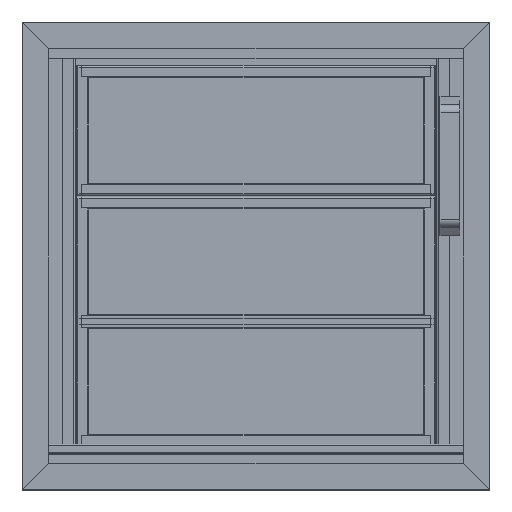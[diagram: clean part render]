
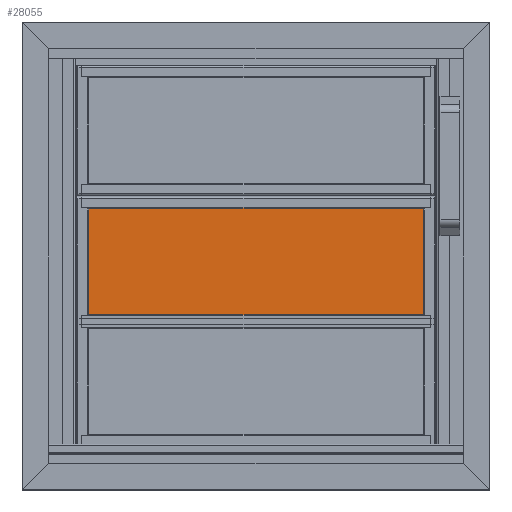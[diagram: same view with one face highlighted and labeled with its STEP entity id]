
A CAD part, left-side view. The second image highlights one B-rep face of the part: STEP entity #28055.
In plain terms, the highlighted face is planar.
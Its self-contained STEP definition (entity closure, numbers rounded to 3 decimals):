
#3566=FACE_OUTER_BOUND('',#5030,.T.);
#5030=EDGE_LOOP('',(#25120,#25121,#25122,#25123));
#7725=LINE('',#48019,#10563);
#7727=LINE('',#48023,#10565);
#7728=LINE('',#48025,#10566);
#7729=LINE('',#48026,#10567);
#10563=VECTOR('',#38946,10.);
#10565=VECTOR('',#38950,10.);
#10566=VECTOR('',#38951,10.);
#10567=VECTOR('',#38952,10.);
#13340=VERTEX_POINT('',#48016);
#13341=VERTEX_POINT('',#48018);
#13342=VERTEX_POINT('',#48022);
#13343=VERTEX_POINT('',#48024);
#17311=EDGE_CURVE('',#13341,#13340,#7725,.T.);
#17313=EDGE_CURVE('',#13340,#13342,#7727,.T.);
#17314=EDGE_CURVE('',#13343,#13342,#7728,.T.);
#17315=EDGE_CURVE('',#13343,#13341,#7729,.T.);
#25120=ORIENTED_EDGE('',*,*,#17313,.T.);
#25121=ORIENTED_EDGE('',*,*,#17314,.F.);
#25122=ORIENTED_EDGE('',*,*,#17315,.T.);
#25123=ORIENTED_EDGE('',*,*,#17311,.T.);
#26641=PLANE('',#31228);
#28055=ADVANCED_FACE('',(#3566),#26641,.T.);
#31228=AXIS2_PLACEMENT_3D('',#48021,#38948,#38949);
#38946=DIRECTION('',(1.,0.,0.));
#38948=DIRECTION('center_axis',(0.,1.,0.));
#38949=DIRECTION('ref_axis',(0.,0.,1.));
#38950=DIRECTION('',(0.,0.,-1.));
#38951=DIRECTION('',(1.,0.,0.));
#38952=DIRECTION('',(0.,0.,1.));
#48016=CARTESIAN_POINT('',(643.,28.,220.43));
#48018=CARTESIAN_POINT('',(0.,28.,220.43));
#48019=CARTESIAN_POINT('',(0.,28.,220.43));
#48021=CARTESIAN_POINT('Origin',(0.,28.,220.43));
#48022=CARTESIAN_POINT('',(643.,28.,0.));
#48023=CARTESIAN_POINT('',(643.,28.,0.));
#48024=CARTESIAN_POINT('',(0.,28.,0.));
#48025=CARTESIAN_POINT('',(0.,28.,0.));
#48026=CARTESIAN_POINT('',(0.,28.,0.));
